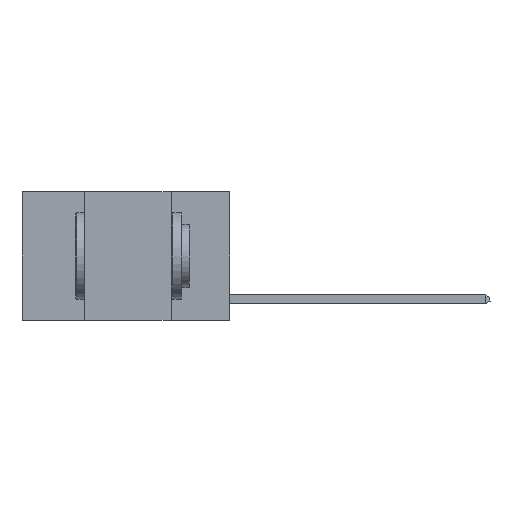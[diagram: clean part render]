
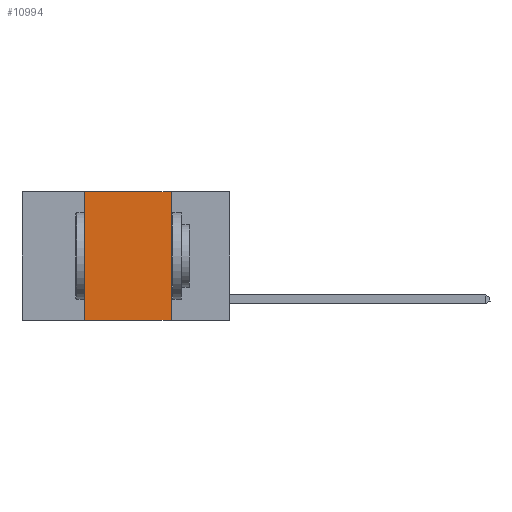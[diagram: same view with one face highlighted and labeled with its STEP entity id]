
A CAD part, left-side view. The second image highlights one B-rep face of the part: STEP entity #10994.
In plain terms, the highlighted planar face has unit normal (-1, 0, 0).
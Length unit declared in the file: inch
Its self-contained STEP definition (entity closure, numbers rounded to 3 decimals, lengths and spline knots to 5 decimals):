
#449 = EDGE_CURVE ( 'NONE', #9265, #10309, #822, .T. ) ;
#656 = VERTEX_POINT ( 'NONE', #3370 ) ;
#822 = LINE ( 'NONE', #2086, #14070 ) ;
#1150 = PLANE ( 'NONE',  #2195 ) ;
#1803 = EDGE_CURVE ( 'NONE', #656, #10309, #7530, .T. ) ;
#2086 = CARTESIAN_POINT ( 'NONE',  ( 0., 0.6, -0.37 ) ) ;
#2195 = AXIS2_PLACEMENT_3D ( 'NONE', #4407, #13504, #9066 ) ;
#2249 = ORIENTED_EDGE ( 'NONE', *, *, #449, .T. ) ;
#3370 = CARTESIAN_POINT ( 'NONE',  ( 0., 0.17, 0. ) ) ;
#4407 = CARTESIAN_POINT ( 'NONE',  ( 0., 0.6, 0. ) ) ;
#4458 = CARTESIAN_POINT ( 'NONE',  ( 0., 0.42, 0. ) ) ;
#5191 = CARTESIAN_POINT ( 'NONE',  ( 0., 0.17, 0. ) ) ;
#5477 = CARTESIAN_POINT ( 'NONE',  ( 0., 0.42, 0. ) ) ;
#5769 = VECTOR ( 'NONE', #13365, 39.37008 ) ;
#5917 = EDGE_LOOP ( 'NONE', ( #13719, #10554, #8195, #2249 ) ) ;
#6420 = VECTOR ( 'NONE', #11316, 39.37008 ) ;
#6651 = DIRECTION ( 'NONE',  ( 0., -1., 0. ) ) ;
#7530 = LINE ( 'NONE', #5191, #9847 ) ;
#7692 = CARTESIAN_POINT ( 'NONE',  ( 0., 0.17, -0.37 ) ) ;
#8195 = ORIENTED_EDGE ( 'NONE', *, *, #10402, .F. ) ;
#8749 = CARTESIAN_POINT ( 'NONE',  ( 0., 0.42, -0.37 ) ) ;
#9066 = DIRECTION ( 'NONE',  ( 0., 0., -1. ) ) ;
#9265 = VERTEX_POINT ( 'NONE', #8749 ) ;
#9670 = EDGE_CURVE ( 'NONE', #10640, #656, #12084, .T. ) ;
#9847 = VECTOR ( 'NONE', #12035, 39.37008 ) ;
#10309 = VERTEX_POINT ( 'NONE', #7692 ) ;
#10402 = EDGE_CURVE ( 'NONE', #9265, #10640, #11463, .T. ) ;
#10554 = ORIENTED_EDGE ( 'NONE', *, *, #9670, .F. ) ;
#10640 = VERTEX_POINT ( 'NONE', #5477 ) ;
#10988 = CARTESIAN_POINT ( 'NONE',  ( 0., 0.6, 0. ) ) ;
#10994 = ADVANCED_FACE ( 'NONE', ( #14577 ), #1150, .F. ) ;
#11316 = DIRECTION ( 'NONE',  ( 0., 0., 1. ) ) ;
#11463 = LINE ( 'NONE', #4458, #6420 ) ;
#12035 = DIRECTION ( 'NONE',  ( 0., 0., -1. ) ) ;
#12084 = LINE ( 'NONE', #10988, #5769 ) ;
#13365 = DIRECTION ( 'NONE',  ( 0., -1., 0. ) ) ;
#13504 = DIRECTION ( 'NONE',  ( 1., 0., 0. ) ) ;
#13719 = ORIENTED_EDGE ( 'NONE', *, *, #1803, .F. ) ;
#14070 = VECTOR ( 'NONE', #6651, 39.37008 ) ;
#14577 = FACE_OUTER_BOUND ( 'NONE', #5917, .T. ) ;
